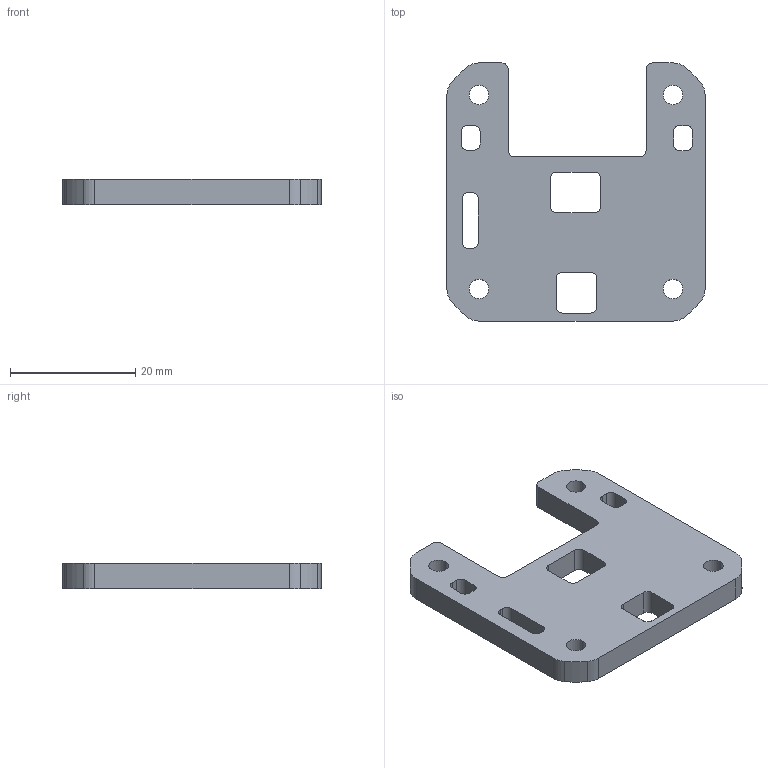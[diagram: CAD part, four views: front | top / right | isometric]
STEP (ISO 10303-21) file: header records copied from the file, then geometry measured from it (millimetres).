
FILE_DESCRIPTION (( 'STEP AP203' ), '1' );
FILE_NAME ('fan_42boot_4mm.STEP', '2023-12-22T07:34:53', ( '' ), ( '' ), 'SwSTEP 2.0', 'SolidWorks 2022', '' );
FILE_SCHEMA (( 'CONFIG_CONTROL_DESIGN' ));
Length unit declared in the file: millimetre
Products named in the file (1): fan_42boot_4mm
Bounding box: 41.2 x 41.2 x 4 mm (x, y, z)
Volume: 4682 mm3; surface area: 3618.7 mm2
Topology: 1 solids, 1 shells, 74 faces, 216 edges, 144 vertices
Faces by surface type: cylinder 44, plane 30
Entity records: 2601 total; most frequent: DIRECTION 454, CARTESIAN_POINT 435, ORIENTED_EDGE 432, EDGE_CURVE 216, AXIS2_PLACEMENT_3D 163, VERTEX_POINT 144, VECTOR 128, LINE 128
